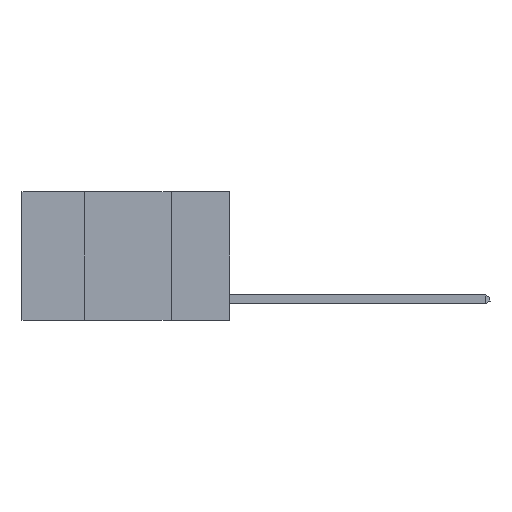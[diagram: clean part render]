
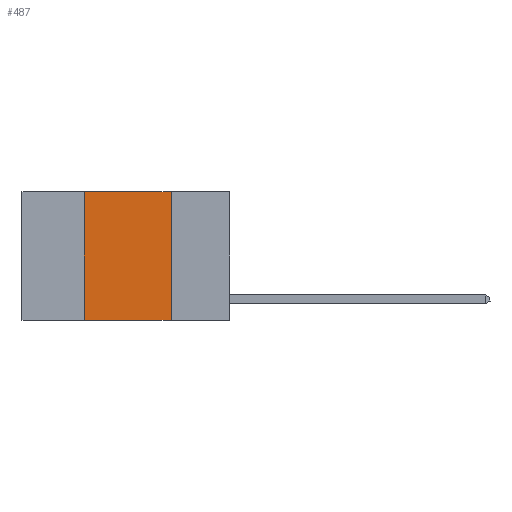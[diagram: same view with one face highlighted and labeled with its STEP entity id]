
A CAD part, left-side view. The second image highlights one B-rep face of the part: STEP entity #487.
In plain terms, the highlighted planar face has unit normal (-1, 0, 0).
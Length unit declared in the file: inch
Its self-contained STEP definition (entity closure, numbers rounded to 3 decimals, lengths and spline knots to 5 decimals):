
#73 = DIRECTION ( 'NONE',  ( 0., -1., 0. ) ) ;
#255 = CARTESIAN_POINT ( 'NONE',  ( 0., 0.42, -0.37 ) ) ;
#487 = ADVANCED_FACE ( 'NONE', ( #9310 ), #4319, .F. ) ;
#733 = DIRECTION ( 'NONE',  ( 1., 0., 0. ) ) ;
#948 = CARTESIAN_POINT ( 'NONE',  ( 0., 0.17, 0. ) ) ;
#2300 = EDGE_CURVE ( 'NONE', #2489, #7201, #10254, .T. ) ;
#2355 = EDGE_LOOP ( 'NONE', ( #2418, #10143, #6539, #5821 ) ) ;
#2418 = ORIENTED_EDGE ( 'NONE', *, *, #4576, .F. ) ;
#2489 = VERTEX_POINT ( 'NONE', #255 ) ;
#2497 = EDGE_CURVE ( 'NONE', #2489, #5548, #9073, .T. ) ;
#2763 = VERTEX_POINT ( 'NONE', #948 ) ;
#3228 = CARTESIAN_POINT ( 'NONE',  ( 0., 0.17, -0.37 ) ) ;
#4294 = DIRECTION ( 'NONE',  ( 0., 0., 1. ) ) ;
#4319 = PLANE ( 'NONE',  #5155 ) ;
#4576 = EDGE_CURVE ( 'NONE', #2763, #7201, #4697, .T. ) ;
#4697 = LINE ( 'NONE', #7896, #5653 ) ;
#5096 = EDGE_CURVE ( 'NONE', #5548, #2763, #9705, .T. ) ;
#5139 = VECTOR ( 'NONE', #73, 39.37008 ) ;
#5155 = AXIS2_PLACEMENT_3D ( 'NONE', #10266, #733, #5555 ) ;
#5548 = VERTEX_POINT ( 'NONE', #8714 ) ;
#5555 = DIRECTION ( 'NONE',  ( 0., 0., -1. ) ) ;
#5653 = VECTOR ( 'NONE', #9548, 39.37008 ) ;
#5821 = ORIENTED_EDGE ( 'NONE', *, *, #2300, .T. ) ;
#6148 = VECTOR ( 'NONE', #7714, 39.37008 ) ;
#6539 = ORIENTED_EDGE ( 'NONE', *, *, #2497, .F. ) ;
#6942 = CARTESIAN_POINT ( 'NONE',  ( 0., 0.6, -0.37 ) ) ;
#7201 = VERTEX_POINT ( 'NONE', #3228 ) ;
#7221 = CARTESIAN_POINT ( 'NONE',  ( 0., 0.6, 0. ) ) ;
#7714 = DIRECTION ( 'NONE',  ( 0., -1., 0. ) ) ;
#7896 = CARTESIAN_POINT ( 'NONE',  ( 0., 0.17, 0. ) ) ;
#8714 = CARTESIAN_POINT ( 'NONE',  ( 0., 0.42, 0. ) ) ;
#8967 = CARTESIAN_POINT ( 'NONE',  ( 0., 0.42, 0. ) ) ;
#9073 = LINE ( 'NONE', #8967, #9856 ) ;
#9310 = FACE_OUTER_BOUND ( 'NONE', #2355, .T. ) ;
#9548 = DIRECTION ( 'NONE',  ( 0., 0., -1. ) ) ;
#9705 = LINE ( 'NONE', #7221, #5139 ) ;
#9856 = VECTOR ( 'NONE', #4294, 39.37008 ) ;
#10143 = ORIENTED_EDGE ( 'NONE', *, *, #5096, .F. ) ;
#10254 = LINE ( 'NONE', #6942, #6148 ) ;
#10266 = CARTESIAN_POINT ( 'NONE',  ( 0., 0.6, 0. ) ) ;
